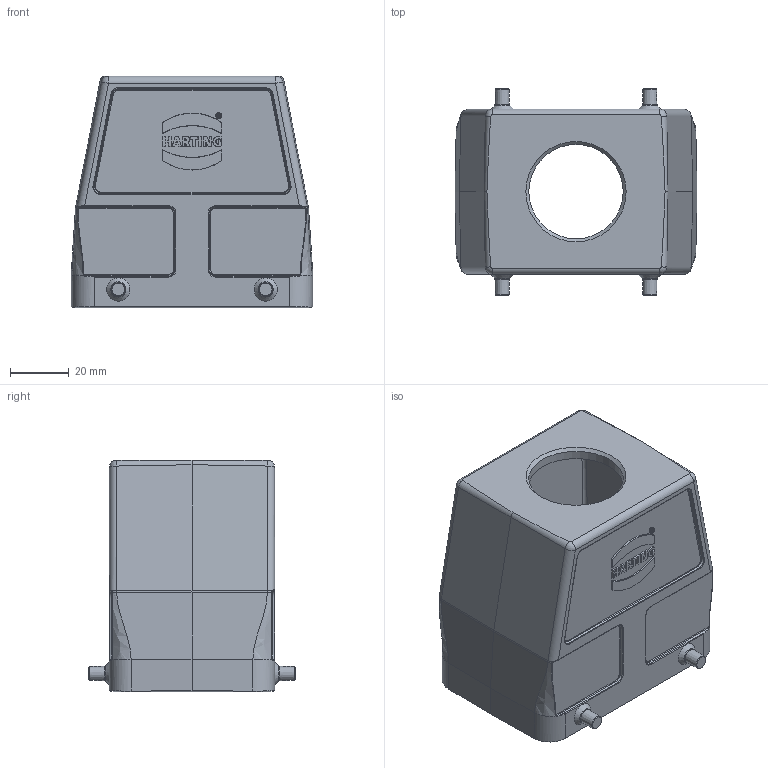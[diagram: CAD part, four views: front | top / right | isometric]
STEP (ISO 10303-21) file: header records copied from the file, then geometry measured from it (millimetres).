
FILE_DESCRIPTION(/* description */ (''),/* implementation_level */ '2;1');
FILE_NAME(/* name */ '100094855ugm000_d.stp',/* time_stamp */ '2017-10-27T14:21:18+02:00',/* author */ (''),/* organization */ (''),/* preprocessor_version */ 'ST-DEVELOPER v16',/* originating_system */ 'SIEMENS PLM Software NX 10.0',/* authorisation */ '');
FILE_SCHEMA (('AUTOMOTIVE_DESIGN { 1 0 10303 214 3 1 1 1 }'));
Length unit declared in the file: millimetre
Products named in the file (1): 100094855ugm000_d
Bounding box: 82 x 70.2 x 78.5 mm (x, y, z)
Volume: 76807.7 mm3; surface area: 45705.5 mm2
Topology: 1 solids, 1 shells, 639 faces, 1931 edges, 1663 vertices
Faces by surface type: plane 271, cylinder 171, bspline 140, cone 41, torus 12, sphere 4
Full cylindrical faces by diameter (mm): 3 x8, 32 x1
Entity records: 26102 total; most frequent: CARTESIAN_POINT 8463, ORIENTED_EDGE 2996, DIRECTION 2940, EDGE_CURVE 1498, AXIS2_PLACEMENT_3D 1018, VERTEX_POINT 941, LINE 904, VECTOR 904
